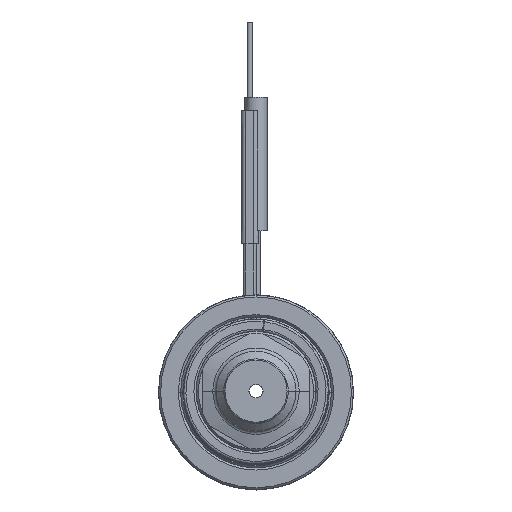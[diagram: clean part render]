
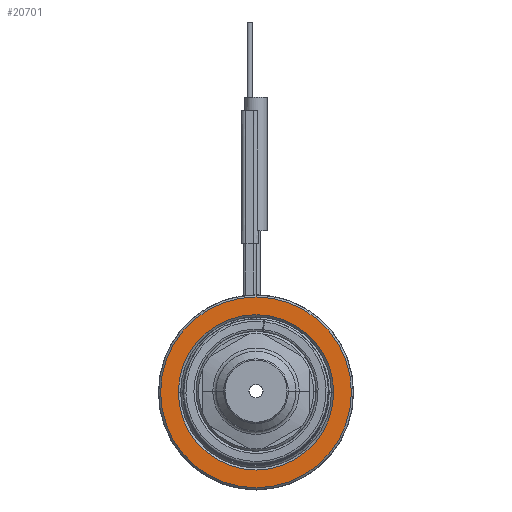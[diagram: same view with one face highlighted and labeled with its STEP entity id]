
A CAD part, top view. The second image highlights one B-rep face of the part: STEP entity #20701.
In plain terms, the highlighted planar face has unit normal (0, 0, 1).
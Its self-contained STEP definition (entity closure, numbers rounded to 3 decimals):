
#7647=CARTESIAN_POINT('',(0.,0.,40.));
#7648=DIRECTION('',(0.,0.,-1.));
#7649=DIRECTION('',(-1.,0.,0.));
#7650=AXIS2_PLACEMENT_3D('',#7647,#7648,#7649);
#7661=CARTESIAN_POINT('',(0.,0.,
40.));
#7662=DIRECTION('',(0.,0.,-1.));
#7663=DIRECTION('',(1.,0.,0.));
#7664=AXIS2_PLACEMENT_3D('',#7661,#7662,#7663);
#7675=CARTESIAN_POINT('',(0.,0.,
40.));
#7676=DIRECTION('',(0.,0.,-1.));
#7677=DIRECTION('',(1.,0.,0.));
#7678=AXIS2_PLACEMENT_3D('',#7675,#7676,#7677);
#7689=CARTESIAN_POINT('',(0.,0.,
40.));
#7690=DIRECTION('',(0.,0.,-1.));
#7691=DIRECTION('',(-1.,0.,0.));
#7692=AXIS2_PLACEMENT_3D('',#7689,#7690,#7691);
#7889=CARTESIAN_POINT('',(21.5,0.,40.));
#7890=CARTESIAN_POINT('',(-21.5,0.,40.));
#7891=VERTEX_POINT('',#7889);
#7892=VERTEX_POINT('',#7890);
#7893=CARTESIAN_POINT('',(17.5,0.,40.));
#7894=CARTESIAN_POINT('',(-17.5,0.,40.));
#7895=VERTEX_POINT('',#7893);
#7896=VERTEX_POINT('',#7894);
#20686=CARTESIAN_POINT('',(0.,0.,40.));
#20687=DIRECTION('',(0.,0.,1.));
#20688=DIRECTION('',(-1.,0.,0.));
#20689=AXIS2_PLACEMENT_3D('',#20686,#20687,#20688);
#20690=PLANE('',#20689);
#20691=ORIENTED_EDGE('',*,*,#20668,.T.);
#20692=ORIENTED_EDGE('',*,*,#20653,.T.);
#20693=EDGE_LOOP('',(#20691,#20692));
#20694=FACE_OUTER_BOUND('',#20693,.F.);
#20696=ORIENTED_EDGE('',*,*,#20695,.F.);
#20698=ORIENTED_EDGE('',*,*,#20697,.F.);
#20699=EDGE_LOOP('',(#20696,#20698));
#20700=FACE_BOUND('',#20699,.F.);
#7651=CIRCLE('',#7650,21.5);
#7665=CIRCLE('',#7664,21.5);
#7679=CIRCLE('',#7678,17.5);
#7693=CIRCLE('',#7692,17.5);
#20653=EDGE_CURVE('',#7892,#7891,#7651,.T.);
#20668=EDGE_CURVE('',#7891,#7892,#7665,.T.);
#20695=EDGE_CURVE('',#7895,#7896,#7679,.T.);
#20697=EDGE_CURVE('',#7896,#7895,#7693,.T.);
#20701=ADVANCED_FACE('',(#20694,#20700),#20690,.T.);
